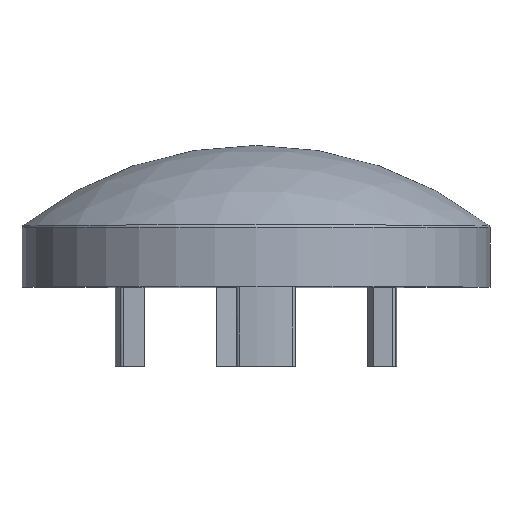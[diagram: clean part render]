
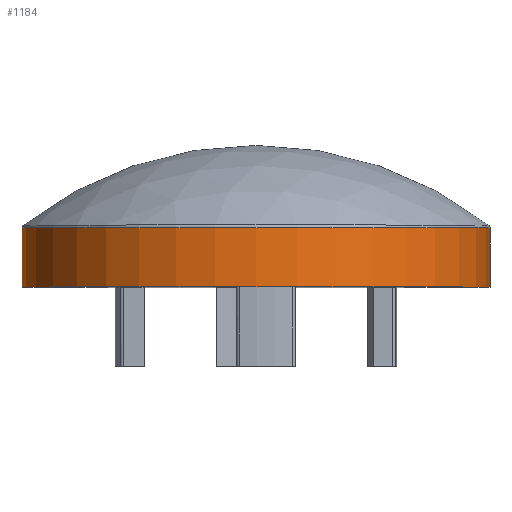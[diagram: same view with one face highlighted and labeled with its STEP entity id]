
A CAD part, top view. The second image highlights one B-rep face of the part: STEP entity #1184.
In plain terms, the highlighted cylindrical face has radius 7.1 mm (diameter 14.2 mm), a full revolution.
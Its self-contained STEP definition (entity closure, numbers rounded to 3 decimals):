
#1097=CARTESIAN_POINT('',(-7.1,0.,0.0));
#1098=VERTEX_POINT('',#1097);
#1099=CARTESIAN_POINT('',(0.0,0.0,0.0));
#1100=DIRECTION('',(0.0,1.0,0.0));
#1101=DIRECTION('',(-1.0,0.0,0.0));
#1102=AXIS2_PLACEMENT_3D('',#1099,#1100,#1101);
#1103=CIRCLE('',#1102,7.1);
#1104=EDGE_CURVE('',#1098,#1098,#1103,.T.);
#1165=CARTESIAN_POINT('',(0.0,0.923,0.0));
#1166=DIRECTION('',(0.0,1.0,0.0));
#1167=DIRECTION('',(-1.0,0.0,0.0));
#1168=AXIS2_PLACEMENT_3D('',#1165,#1166,#1167);
#1169=CYLINDRICAL_SURFACE('',#1168,7.1);
#1170=ORIENTED_EDGE('',*,*,#1104,.T.);
#1171=EDGE_LOOP('',(#1170));
#1172=FACE_OUTER_BOUND('',#1171,.T.);
#1173=CARTESIAN_POINT('',(-7.1,1.798,0.0));
#1174=VERTEX_POINT('',#1173);
#1175=CARTESIAN_POINT('',(0.0,1.798,0.0));
#1176=DIRECTION('',(0.0,1.0,0.0));
#1177=DIRECTION('',(1.0,0.0,0.0));
#1178=AXIS2_PLACEMENT_3D('',#1175,#1176,#1177);
#1179=CIRCLE('',#1178,7.1);
#1180=EDGE_CURVE('',#1174,#1174,#1179,.T.);
#1181=ORIENTED_EDGE('',*,*,#1180,.F.);
#1182=EDGE_LOOP('',(#1181));
#1183=FACE_BOUND('',#1182,.T.);
#1184=ADVANCED_FACE('',(#1172,#1183),#1169,.T.);
